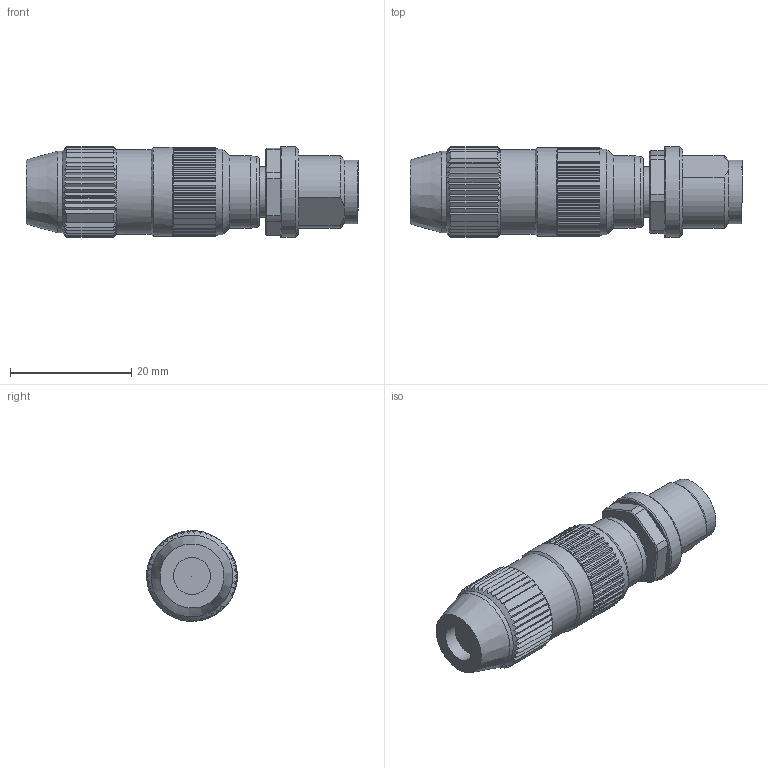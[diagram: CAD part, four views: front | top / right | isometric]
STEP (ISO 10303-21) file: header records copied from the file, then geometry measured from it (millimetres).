
FILE_DESCRIPTION(/* description */ ('MOSA'),/* implementation_level */ '2;1');
FILE_NAME(/* name */ '7000-12481.stp',/* time_stamp */ '2017-11-07T13:19:51+01:00',/* author */ ('Murrelektronik GmbH Bachgasse 3 09366 Stollberg'),/* organization */ ('Werk Stollberg'),/* preprocessor_version */ 'ST-DEVELOPER v16.1',/* originating_system */ 'Autodesk Inventor 2016',/* authorisation */ '');
FILE_SCHEMA (('AUTOMOTIVE_DESIGN { 1 0 10303 214 3 1 1 }'));
Length unit declared in the file: millimetre
Products named in the file (1): 7000-12481
Bounding box: 54.8 x 14.99 x 15 mm (x, y, z)
Volume: 7149.6 mm3; surface area: 3268.2 mm2
Topology: 1 solids, 1 shells, 415 faces, 1079 edges, 675 vertices
Faces by surface type: plane 312, cylinder 61, cone 35, bspline 4, torus 3
Full cylindrical faces by diameter (mm): 1 x4, 6.1 x1, 8.3 x1, 8.4 x1, 10.5 x1, 12 x1, 13.5 x1, 14 x1, 14.2 x1, 14.7 x1, 15 x1
Entity records: 12344 total; most frequent: CARTESIAN_POINT 2643, ORIENTED_EDGE 2094, DIRECTION 2002, EDGE_CURVE 1047, AXIS2_PLACEMENT_3D 732, VERTEX_POINT 667, LINE 538, VECTOR 538
